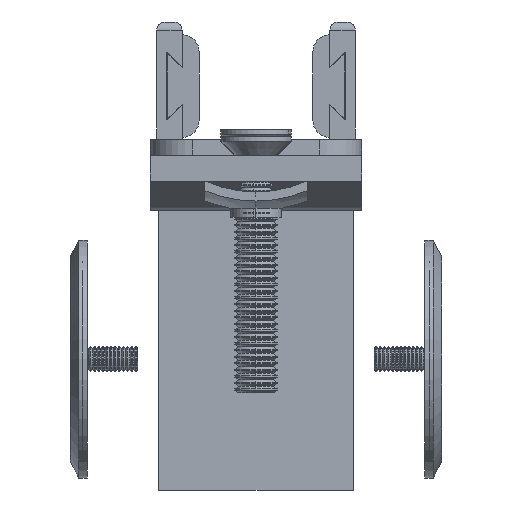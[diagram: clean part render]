
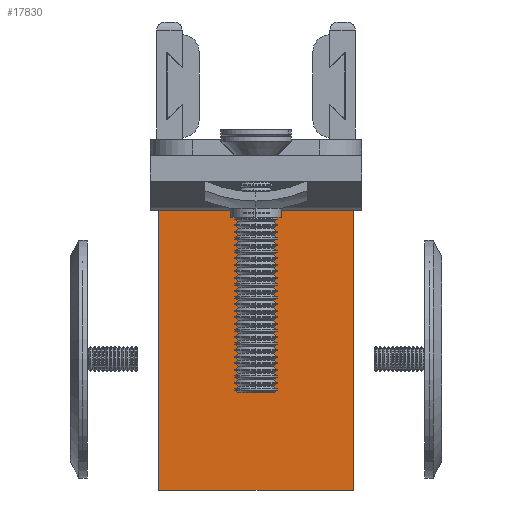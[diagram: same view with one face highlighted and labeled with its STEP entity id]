
A CAD part, front view. The second image highlights one B-rep face of the part: STEP entity #17830.
In plain terms, the highlighted planar face has unit normal (0, -1, 0).
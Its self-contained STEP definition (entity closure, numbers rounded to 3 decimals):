
#3 = VECTOR ( 'NONE', #17758, 1000. ) ;
#1495 = EDGE_LOOP ( 'NONE', ( #47202, #4879, #27539, #43263 ) ) ;
#3018 = DIRECTION ( 'NONE',  ( -1., 0., 0. ) ) ;
#4755 = CARTESIAN_POINT ( 'NONE',  ( 11.5, -97.5, -37. ) ) ;
#4879 = ORIENTED_EDGE ( 'NONE', *, *, #52719, .F. ) ;
#5598 = VECTOR ( 'NONE', #3018, 1000. ) ;
#9126 = DIRECTION ( 'NONE',  ( 0., 0., 1. ) ) ;
#9308 = VERTEX_POINT ( 'NONE', #46791 ) ;
#10395 = CARTESIAN_POINT ( 'NONE',  ( -11.5, -97.5, -37. ) ) ;
#12799 = LINE ( 'NONE', #4755, #3 ) ;
#14975 = VECTOR ( 'NONE', #40582, 1000. ) ;
#15755 = CARTESIAN_POINT ( 'NONE',  ( 11.5, -97.5, -37. ) ) ;
#16024 = VERTEX_POINT ( 'NONE', #46046 ) ;
#17758 = DIRECTION ( 'NONE',  ( 0., 0., 1. ) ) ;
#17830 = ADVANCED_FACE ( 'NONE', ( #30462 ), #21566, .F. ) ;
#21566 = PLANE ( 'NONE',  #24855 ) ;
#22932 = VERTEX_POINT ( 'NONE', #27905 ) ;
#23692 = LINE ( 'NONE', #10395, #14975 ) ;
#24090 = LINE ( 'NONE', #15755, #5598 ) ;
#24855 = AXIS2_PLACEMENT_3D ( 'NONE', #52004, #51747, #9126 ) ;
#27539 = ORIENTED_EDGE ( 'NONE', *, *, #46255, .F. ) ;
#27656 = EDGE_CURVE ( 'NONE', #22932, #16024, #32278, .T. ) ;
#27667 = VECTOR ( 'NONE', #36701, 1000. ) ;
#27905 = CARTESIAN_POINT ( 'NONE',  ( 11.5, -97.5, 0. ) ) ;
#30462 = FACE_OUTER_BOUND ( 'NONE', #1495, .T. ) ;
#32278 = LINE ( 'NONE', #46111, #27667 ) ;
#36701 = DIRECTION ( 'NONE',  ( -1., 0., 0. ) ) ;
#37553 = CARTESIAN_POINT ( 'NONE',  ( -11.5, -97.5, -37. ) ) ;
#40582 = DIRECTION ( 'NONE',  ( 0., 0., 1. ) ) ;
#43263 = ORIENTED_EDGE ( 'NONE', *, *, #54664, .T. ) ;
#46046 = CARTESIAN_POINT ( 'NONE',  ( -11.5, -97.5, 0. ) ) ;
#46111 = CARTESIAN_POINT ( 'NONE',  ( 11.5, -97.5, 0. ) ) ;
#46255 = EDGE_CURVE ( 'NONE', #9308, #51088, #24090, .T. ) ;
#46791 = CARTESIAN_POINT ( 'NONE',  ( 11.5, -97.5, -37. ) ) ;
#47202 = ORIENTED_EDGE ( 'NONE', *, *, #27656, .T. ) ;
#51088 = VERTEX_POINT ( 'NONE', #37553 ) ;
#51747 = DIRECTION ( 'NONE',  ( 0., 1., 0. ) ) ;
#52004 = CARTESIAN_POINT ( 'NONE',  ( 11.5, -97.5, -37. ) ) ;
#52719 = EDGE_CURVE ( 'NONE', #51088, #16024, #23692, .T. ) ;
#54664 = EDGE_CURVE ( 'NONE', #9308, #22932, #12799, .T. ) ;
